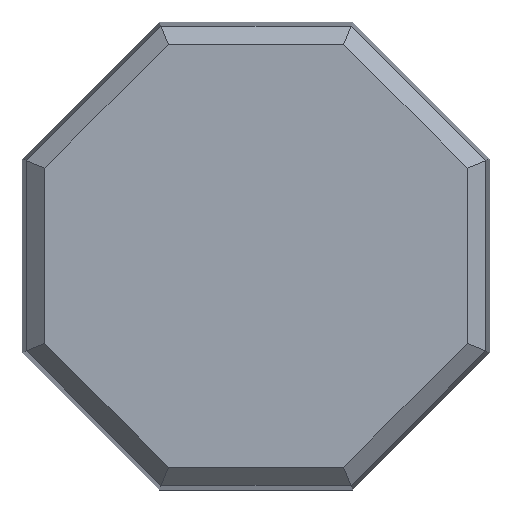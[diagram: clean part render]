
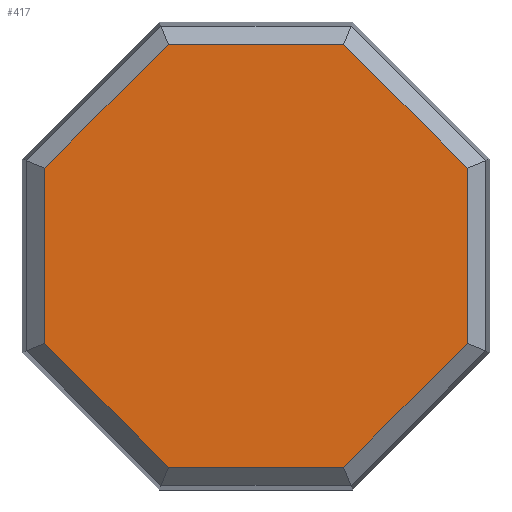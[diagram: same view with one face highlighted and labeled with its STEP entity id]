
A CAD part, top view. The second image highlights one B-rep face of the part: STEP entity #417.
In plain terms, the highlighted planar face has unit normal (0, 0, 1).
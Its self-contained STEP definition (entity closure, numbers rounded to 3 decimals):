
#27=FACE_OUTER_BOUND('',#53,.T.);
#53=EDGE_LOOP('',(#315,#316,#317,#318,#319,#320,#321,#322));
#69=LINE('',#589,#125);
#73=LINE('',#596,#129);
#76=LINE('',#602,#132);
#79=LINE('',#608,#135);
#80=LINE('',#612,#136);
#85=LINE('',#620,#141);
#86=LINE('',#623,#142);
#89=LINE('',#628,#145);
#125=VECTOR('',#477,10.);
#129=VECTOR('',#483,10.);
#132=VECTOR('',#488,10.);
#135=VECTOR('',#493,10.);
#136=VECTOR('',#496,10.);
#141=VECTOR('',#503,10.);
#142=VECTOR('',#506,10.);
#145=VECTOR('',#511,10.);
#181=VERTEX_POINT('',#586);
#182=VERTEX_POINT('',#588);
#184=VERTEX_POINT('',#594);
#186=VERTEX_POINT('',#600);
#188=VERTEX_POINT('',#606);
#189=VERTEX_POINT('',#610);
#190=VERTEX_POINT('',#611);
#193=VERTEX_POINT('',#622);
#213=EDGE_CURVE('',#181,#182,#69,.T.);
#217=EDGE_CURVE('',#184,#181,#73,.T.);
#220=EDGE_CURVE('',#186,#184,#76,.T.);
#223=EDGE_CURVE('',#188,#186,#79,.T.);
#224=EDGE_CURVE('',#189,#190,#80,.T.);
#229=EDGE_CURVE('',#190,#188,#85,.T.);
#230=EDGE_CURVE('',#193,#189,#86,.T.);
#233=EDGE_CURVE('',#182,#193,#89,.T.);
#315=ORIENTED_EDGE('',*,*,#224,.F.);
#316=ORIENTED_EDGE('',*,*,#230,.F.);
#317=ORIENTED_EDGE('',*,*,#233,.F.);
#318=ORIENTED_EDGE('',*,*,#213,.F.);
#319=ORIENTED_EDGE('',*,*,#217,.F.);
#320=ORIENTED_EDGE('',*,*,#220,.F.);
#321=ORIENTED_EDGE('',*,*,#223,.F.);
#322=ORIENTED_EDGE('',*,*,#229,.F.);
#391=PLANE('',#457);
#417=ADVANCED_FACE('',(#27),#391,.T.);
#457=AXIS2_PLACEMENT_3D('',#648,#530,#531);
#477=DIRECTION('',(0.707,0.707,0.));
#483=DIRECTION('',(0.,1.,0.));
#488=DIRECTION('',(-0.707,0.707,0.));
#493=DIRECTION('',(-1.,0.,0.));
#496=DIRECTION('',(0.,-1.,0.));
#503=DIRECTION('',(-0.707,-0.707,0.));
#506=DIRECTION('',(0.707,-0.707,0.));
#511=DIRECTION('',(1.,0.,0.));
#530=DIRECTION('center_axis',(0.,0.,
1.));
#531=DIRECTION('ref_axis',(1.,0.,0.));
#586=CARTESIAN_POINT('',(-6.1,2.527,4.4));
#588=CARTESIAN_POINT('',(-2.527,6.1,4.4));
#589=CARTESIAN_POINT('',(-5.302,3.325,4.4));
#594=CARTESIAN_POINT('',(-6.1,-2.527,4.4));
#596=CARTESIAN_POINT('',(-6.1,-1.398,4.4));
#600=CARTESIAN_POINT('',(-2.527,-6.1,4.4));
#602=CARTESIAN_POINT('',(-3.325,-5.302,4.4));
#606=CARTESIAN_POINT('',(2.527,-6.1,4.4));
#608=CARTESIAN_POINT('',(1.398,-6.1,4.4));
#610=CARTESIAN_POINT('',(6.1,2.527,4.4));
#611=CARTESIAN_POINT('',(6.1,-2.527,4.4));
#612=CARTESIAN_POINT('',(6.1,1.398,4.4));
#620=CARTESIAN_POINT('',(5.302,-3.325,4.4));
#622=CARTESIAN_POINT('',(2.527,6.1,4.4));
#623=CARTESIAN_POINT('',(3.325,5.302,4.4));
#628=CARTESIAN_POINT('',(-1.398,6.1,4.4));
#648=CARTESIAN_POINT('Origin',(0.,0.,
4.4));
